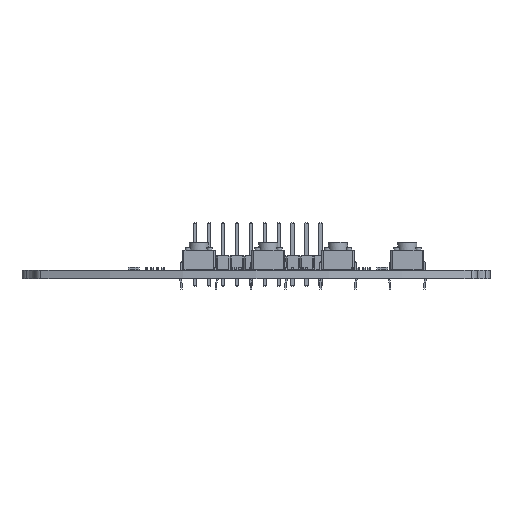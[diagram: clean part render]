
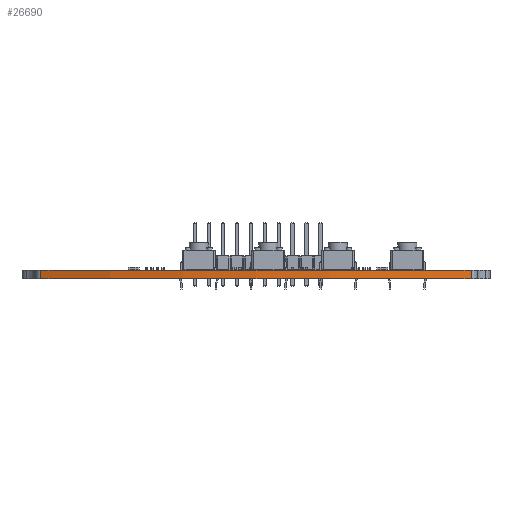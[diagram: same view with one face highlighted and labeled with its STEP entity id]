
A CAD part, front view. The second image highlights one B-rep face of the part: STEP entity #26690.
In plain terms, the highlighted cylindrical face has radius 99 mm (diameter 198 mm), a partial arc.
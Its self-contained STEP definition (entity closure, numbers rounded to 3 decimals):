
#26572 = EDGE_CURVE('',#26573,#26575,#26577,.T.);
#26573 = VERTEX_POINT('',#26574);
#26574 = CARTESIAN_POINT('',(191.292,-144.076,0.));
#26575 = VERTEX_POINT('',#26576);
#26576 = CARTESIAN_POINT('',(191.292,-144.076,1.6));
#26577 = SURFACE_CURVE('',#26578,(#26582,#26594),.PCURVE_S1.);
#26578 = LINE('',#26579,#26580);
#26579 = CARTESIAN_POINT('',(191.292,-144.076,0.));
#26580 = VECTOR('',#26581,1.);
#26581 = DIRECTION('',(0.,0.,1.));
#26582 = PCURVE('',#26583,#26588);
#26583 = CYLINDRICAL_SURFACE('',#26584,2.);
#26584 = AXIS2_PLACEMENT_3D('',#26585,#26586,#26587);
#26585 = CARTESIAN_POINT('',(190.5,-142.24,0.));
#26586 = DIRECTION('',(-0.,-0.,-1.));
#26587 = DIRECTION('',(1.,0.,-0.));
#26588 = DEFINITIONAL_REPRESENTATION('',(#26589),#26593);
#26589 = LINE('',#26590,#26591);
#26590 = CARTESIAN_POINT('',(-5.12,0.));
#26591 = VECTOR('',#26592,1.);
#26592 = DIRECTION('',(-0.,-1.));
#26593 = ( GEOMETRIC_REPRESENTATION_CONTEXT(2) 
PARAMETRIC_REPRESENTATION_CONTEXT() REPRESENTATION_CONTEXT('2D SPACE',''
  ) );
#26594 = PCURVE('',#26595,#26600);
#26595 = CYLINDRICAL_SURFACE('',#26596,99.);
#26596 = AXIS2_PLACEMENT_3D('',#26597,#26598,#26599);
#26597 = CARTESIAN_POINT('',(152.069,-53.178,0.));
#26598 = DIRECTION('',(-0.,-0.,-1.));
#26599 = DIRECTION('',(1.,0.,-0.));
#26600 = DEFINITIONAL_REPRESENTATION('',(#26601),#26605);
#26601 = LINE('',#26602,#26603);
#26602 = CARTESIAN_POINT('',(-5.12,0.));
#26603 = VECTOR('',#26604,1.);
#26604 = DIRECTION('',(-0.,-1.));
#26605 = ( GEOMETRIC_REPRESENTATION_CONTEXT(2) 
PARAMETRIC_REPRESENTATION_CONTEXT() REPRESENTATION_CONTEXT('2D SPACE',''
  ) );
#26624 = PLANE('',#26625);
#26625 = AXIS2_PLACEMENT_3D('',#26626,#26627,#26628);
#26626 = CARTESIAN_POINT('',(152.076,-118.309,1.6));
#26627 = DIRECTION('',(0.,0.,1.));
#26628 = DIRECTION('',(1.,0.,-0.));
#26679 = PLANE('',#26680);
#26680 = AXIS2_PLACEMENT_3D('',#26681,#26682,#26683);
#26681 = CARTESIAN_POINT('',(152.076,-118.309,0.));
#26682 = DIRECTION('',(0.,0.,1.));
#26683 = DIRECTION('',(1.,0.,-0.));
#26690 = ADVANCED_FACE('',(#26691),#26595,.T.);
#26691 = FACE_BOUND('',#26692,.F.);
#26692 = EDGE_LOOP('',(#26693,#26723,#26745,#26746));
#26693 = ORIENTED_EDGE('',*,*,#26694,.T.);
#26694 = EDGE_CURVE('',#26695,#26697,#26699,.T.);
#26695 = VERTEX_POINT('',#26696);
#26696 = CARTESIAN_POINT('',(112.846,-144.076,0.));
#26697 = VERTEX_POINT('',#26698);
#26698 = CARTESIAN_POINT('',(112.846,-144.076,1.6));
#26699 = SURFACE_CURVE('',#26700,(#26704,#26711),.PCURVE_S1.);
#26700 = LINE('',#26701,#26702);
#26701 = CARTESIAN_POINT('',(112.846,-144.076,0.));
#26702 = VECTOR('',#26703,1.);
#26703 = DIRECTION('',(0.,0.,1.));
#26704 = PCURVE('',#26595,#26705);
#26705 = DEFINITIONAL_REPRESENTATION('',(#26706),#26710);
#26706 = LINE('',#26707,#26708);
#26707 = CARTESIAN_POINT('',(-4.305,0.));
#26708 = VECTOR('',#26709,1.);
#26709 = DIRECTION('',(-0.,-1.));
#26710 = ( GEOMETRIC_REPRESENTATION_CONTEXT(2) 
PARAMETRIC_REPRESENTATION_CONTEXT() REPRESENTATION_CONTEXT('2D SPACE',''
  ) );
#26711 = PCURVE('',#26712,#26717);
#26712 = CYLINDRICAL_SURFACE('',#26713,2.);
#26713 = AXIS2_PLACEMENT_3D('',#26714,#26715,#26716);
#26714 = CARTESIAN_POINT('',(113.638,-142.24,0.));
#26715 = DIRECTION('',(-0.,-0.,-1.));
#26716 = DIRECTION('',(1.,0.,-0.));
#26717 = DEFINITIONAL_REPRESENTATION('',(#26718),#26722);
#26718 = LINE('',#26719,#26720);
#26719 = CARTESIAN_POINT('',(-4.305,0.));
#26720 = VECTOR('',#26721,1.);
#26721 = DIRECTION('',(-0.,-1.));
#26722 = ( GEOMETRIC_REPRESENTATION_CONTEXT(2) 
PARAMETRIC_REPRESENTATION_CONTEXT() REPRESENTATION_CONTEXT('2D SPACE',''
  ) );
#26723 = ORIENTED_EDGE('',*,*,#26724,.T.);
#26724 = EDGE_CURVE('',#26697,#26575,#26725,.T.);
#26725 = SURFACE_CURVE('',#26726,(#26731,#26738),.PCURVE_S1.);
#26726 = CIRCLE('',#26727,99.);
#26727 = AXIS2_PLACEMENT_3D('',#26728,#26729,#26730);
#26728 = CARTESIAN_POINT('',(152.069,-53.178,1.6));
#26729 = DIRECTION('',(0.,0.,1.));
#26730 = DIRECTION('',(1.,0.,-0.));
#26731 = PCURVE('',#26595,#26732);
#26732 = DEFINITIONAL_REPRESENTATION('',(#26733),#26737);
#26733 = LINE('',#26734,#26735);
#26734 = CARTESIAN_POINT('',(-0.,-1.6));
#26735 = VECTOR('',#26736,1.);
#26736 = DIRECTION('',(-1.,0.));
#26737 = ( GEOMETRIC_REPRESENTATION_CONTEXT(2) 
PARAMETRIC_REPRESENTATION_CONTEXT() REPRESENTATION_CONTEXT('2D SPACE',''
  ) );
#26738 = PCURVE('',#26624,#26739);
#26739 = DEFINITIONAL_REPRESENTATION('',(#26740),#26744);
#26740 = CIRCLE('',#26741,99.);
#26741 = AXIS2_PLACEMENT_2D('',#26742,#26743);
#26742 = CARTESIAN_POINT('',(-0.007,65.132));
#26743 = DIRECTION('',(1.,0.));
#26744 = ( GEOMETRIC_REPRESENTATION_CONTEXT(2) 
PARAMETRIC_REPRESENTATION_CONTEXT() REPRESENTATION_CONTEXT('2D SPACE',''
  ) );
#26745 = ORIENTED_EDGE('',*,*,#26572,.F.);
#26746 = ORIENTED_EDGE('',*,*,#26747,.F.);
#26747 = EDGE_CURVE('',#26695,#26573,#26748,.T.);
#26748 = SURFACE_CURVE('',#26749,(#26754,#26761),.PCURVE_S1.);
#26749 = CIRCLE('',#26750,99.);
#26750 = AXIS2_PLACEMENT_3D('',#26751,#26752,#26753);
#26751 = CARTESIAN_POINT('',(152.069,-53.178,0.));
#26752 = DIRECTION('',(0.,0.,1.));
#26753 = DIRECTION('',(1.,0.,-0.));
#26754 = PCURVE('',#26595,#26755);
#26755 = DEFINITIONAL_REPRESENTATION('',(#26756),#26760);
#26756 = LINE('',#26757,#26758);
#26757 = CARTESIAN_POINT('',(-0.,0.));
#26758 = VECTOR('',#26759,1.);
#26759 = DIRECTION('',(-1.,0.));
#26760 = ( GEOMETRIC_REPRESENTATION_CONTEXT(2) 
PARAMETRIC_REPRESENTATION_CONTEXT() REPRESENTATION_CONTEXT('2D SPACE',''
  ) );
#26761 = PCURVE('',#26679,#26762);
#26762 = DEFINITIONAL_REPRESENTATION('',(#26763),#26767);
#26763 = CIRCLE('',#26764,99.);
#26764 = AXIS2_PLACEMENT_2D('',#26765,#26766);
#26765 = CARTESIAN_POINT('',(-0.007,65.132));
#26766 = DIRECTION('',(1.,0.));
#26767 = ( GEOMETRIC_REPRESENTATION_CONTEXT(2) 
PARAMETRIC_REPRESENTATION_CONTEXT() REPRESENTATION_CONTEXT('2D SPACE',''
  ) );
